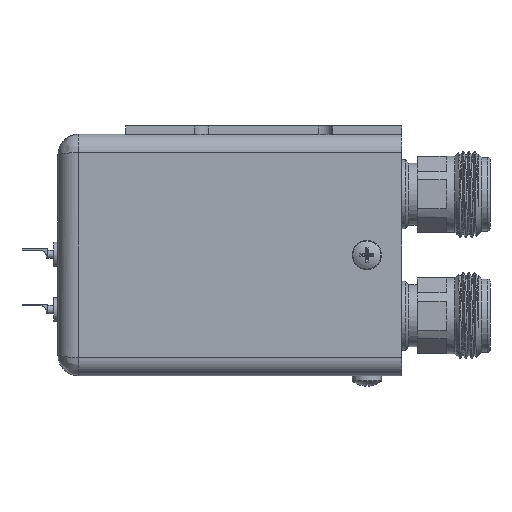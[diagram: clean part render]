
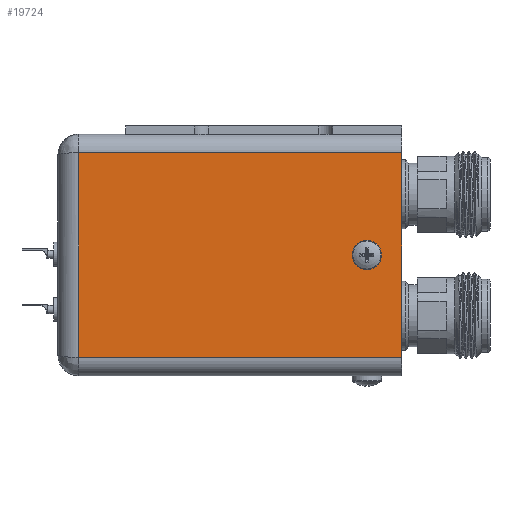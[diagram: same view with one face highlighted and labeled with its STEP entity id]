
A CAD part, left-side view. The second image highlights one B-rep face of the part: STEP entity #19724.
In plain terms, the highlighted planar face has unit normal (-1, 0, 0).
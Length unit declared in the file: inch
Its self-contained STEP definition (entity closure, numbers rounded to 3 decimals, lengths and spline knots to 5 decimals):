
#43 = VERTEX_POINT ( 'NONE', #28940 ) ;
#301 = ORIENTED_EDGE ( 'NONE', *, *, #30537, .F. ) ;
#1248 = CARTESIAN_POINT ( 'NONE',  ( -0.875, 0.252, 0. ) ) ;
#1329 = ORIENTED_EDGE ( 'NONE', *, *, #1879, .T. ) ;
#1879 = EDGE_CURVE ( 'NONE', #17185, #11433, #21900, .T. ) ;
#1969 = LINE ( 'NONE', #17131, #17490 ) ;
#3087 = CARTESIAN_POINT ( 'NONE',  ( -0.875, 2.34, -0.741 ) ) ;
#3317 = CARTESIAN_POINT ( 'NONE',  ( -0.875, 0., -0.741 ) ) ;
#4002 = CARTESIAN_POINT ( 'NONE',  ( -0.875, 2.34, 0.741 ) ) ;
#4018 = DIRECTION ( 'NONE',  ( -1., 0., 0. ) ) ;
#4210 = AXIS2_PLACEMENT_3D ( 'NONE', #20785, #28299, #5960 ) ;
#5755 = CARTESIAN_POINT ( 'NONE',  ( -0.875, 2.49, 0.741 ) ) ;
#5960 = DIRECTION ( 'NONE',  ( 0., 1., 0. ) ) ;
#6716 = DIRECTION ( 'NONE',  ( 0., 0., -1. ) ) ;
#6759 = LINE ( 'NONE', #14732, #21006 ) ;
#7192 = ORIENTED_EDGE ( 'NONE', *, *, #17154, .T. ) ;
#8025 = CARTESIAN_POINT ( 'NONE',  ( -0.875, 0., 0.741 ) ) ;
#8565 = FACE_BOUND ( 'NONE', #27113, .T. ) ;
#9308 = DIRECTION ( 'NONE',  ( -1., 0., 0. ) ) ;
#9359 = CARTESIAN_POINT ( 'NONE',  ( -0.875, 0., 0.875 ) ) ;
#10842 = FACE_OUTER_BOUND ( 'NONE', #11763, .T. ) ;
#11420 = CARTESIAN_POINT ( 'NONE',  ( -0.875, 0.252, 0. ) ) ;
#11433 = VERTEX_POINT ( 'NONE', #8025 ) ;
#11679 = VERTEX_POINT ( 'NONE', #16787 ) ;
#11763 = EDGE_LOOP ( 'NONE', ( #14513, #29273, #1329, #7192 ) ) ;
#12506 = VECTOR ( 'NONE', #19295, 39.37008 ) ;
#13254 = DIRECTION ( 'NONE',  ( 0., 1., 0. ) ) ;
#13970 = DIRECTION ( 'NONE',  ( 0., 0., 1. ) ) ;
#14037 = DIRECTION ( 'NONE',  ( 0., 0., 1. ) ) ;
#14124 = VERTEX_POINT ( 'NONE', #3087 ) ;
#14257 = DIRECTION ( 'NONE',  ( 0., -1., 0. ) ) ;
#14513 = ORIENTED_EDGE ( 'NONE', *, *, #29525, .T. ) ;
#14732 = CARTESIAN_POINT ( 'NONE',  ( -0.875, 2.49, -0.741 ) ) ;
#16787 = CARTESIAN_POINT ( 'NONE',  ( -0.875, 0.252, 0.0675 ) ) ;
#17131 = CARTESIAN_POINT ( 'NONE',  ( -0.875, 2.34, -0.875 ) ) ;
#17154 = EDGE_CURVE ( 'NONE', #11433, #31092, #30376, .T. ) ;
#17185 = VERTEX_POINT ( 'NONE', #3317 ) ;
#17490 = VECTOR ( 'NONE', #6716, 39.37008 ) ;
#18495 = PLANE ( 'NONE',  #4210 ) ;
#19295 = DIRECTION ( 'NONE',  ( 0., 0., 1. ) ) ;
#19724 = ADVANCED_FACE ( 'NONE', ( #8565, #10842 ), #18495, .F. ) ;
#20785 = CARTESIAN_POINT ( 'NONE',  ( -0.875, 2.49, 0.875 ) ) ;
#20894 = VECTOR ( 'NONE', #13254, 39.37008 ) ;
#21006 = VECTOR ( 'NONE', #14257, 39.37008 ) ;
#21900 = LINE ( 'NONE', #9359, #12506 ) ;
#22763 = AXIS2_PLACEMENT_3D ( 'NONE', #11420, #9308, #14037 ) ;
#23141 = CIRCLE ( 'NONE', #23645, 0.0675 ) ;
#23592 = EDGE_CURVE ( 'NONE', #14124, #17185, #6759, .T. ) ;
#23645 = AXIS2_PLACEMENT_3D ( 'NONE', #1248, #4018, #13970 ) ;
#26824 = EDGE_CURVE ( 'NONE', #11679, #43, #23141, .T. ) ;
#26921 = CIRCLE ( 'NONE', #22763, 0.0675 ) ;
#27113 = EDGE_LOOP ( 'NONE', ( #32235, #301 ) ) ;
#28299 = DIRECTION ( 'NONE',  ( 1., 0., 0. ) ) ;
#28940 = CARTESIAN_POINT ( 'NONE',  ( -0.875, 0.252, -0.0675 ) ) ;
#29273 = ORIENTED_EDGE ( 'NONE', *, *, #23592, .T. ) ;
#29525 = EDGE_CURVE ( 'NONE', #31092, #14124, #1969, .T. ) ;
#30376 = LINE ( 'NONE', #5755, #20894 ) ;
#30537 = EDGE_CURVE ( 'NONE', #43, #11679, #26921, .T. ) ;
#31092 = VERTEX_POINT ( 'NONE', #4002 ) ;
#32235 = ORIENTED_EDGE ( 'NONE', *, *, #26824, .F. ) ;
